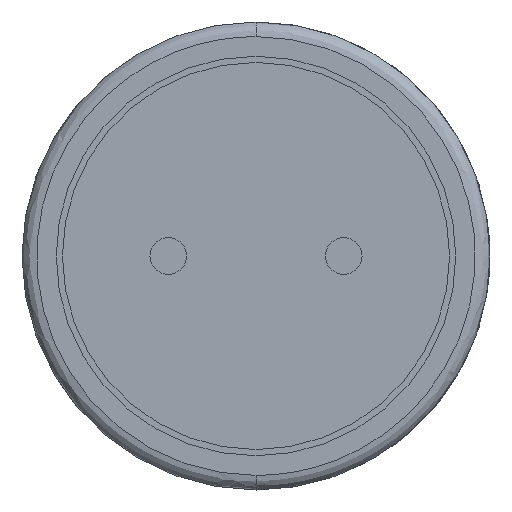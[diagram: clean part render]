
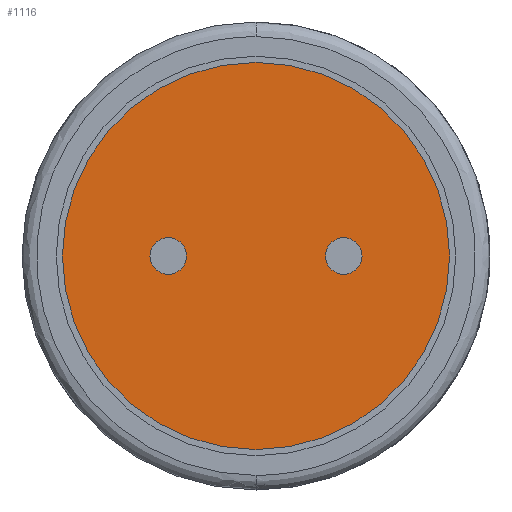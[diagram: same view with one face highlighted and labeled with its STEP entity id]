
A CAD part, front view. The second image highlights one B-rep face of the part: STEP entity #1116.
In plain terms, the highlighted planar face has unit normal (0, -1, 0).
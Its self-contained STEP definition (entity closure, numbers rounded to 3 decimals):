
#80 = VERTEX_POINT ( 'NONE', #1715 ) ;
#81 = VERTEX_POINT ( 'NONE', #1716 ) ;
#86 = VERTEX_POINT ( 'NONE', #1721 ) ;
#87 = VERTEX_POINT ( 'NONE', #1722 ) ;
#90 = VERTEX_POINT ( 'NONE', #1725 ) ;
#91 = VERTEX_POINT ( 'NONE', #1726 ) ;
#266 = AXIS2_PLACEMENT_3D ( 'NONE', #2485, #2492, #2493 ) ;
#267 = AXIS2_PLACEMENT_3D ( 'NONE', #2482, #2489, #2490 ) ;
#273 = AXIS2_PLACEMENT_3D ( 'NONE', #2463, #2464, #2465 ) ;
#391 = CIRCLE ( 'NONE', #489, 2.647 ) ;
#447 = EDGE_LOOP ( 'NONE', ( #835, #834 ) ) ;
#449 = EDGE_LOOP ( 'NONE', ( #837, #836 ) ) ;
#456 = EDGE_LOOP ( 'NONE', ( #833, #832 ) ) ;
#487 = AXIS2_PLACEMENT_3D ( 'NONE', #1990, #1993, #1994 ) ;
#489 = AXIS2_PLACEMENT_3D ( 'NONE', #2006, #2007, #2008 ) ;
#491 = AXIS2_PLACEMENT_3D ( 'NONE', #2001, #2002, #2003 ) ;
#591 = EDGE_CURVE ( 'NONE', #87, #86, #1063, .T. ) ;
#595 = EDGE_CURVE ( 'NONE', #91, #90, #1069, .T. ) ;
#597 = EDGE_CURVE ( 'NONE', #80, #81, #391, .T. ) ;
#651 = EDGE_CURVE ( 'NONE', #81, #80, #2706, .T. ) ;
#659 = EDGE_CURVE ( 'NONE', #90, #91, #2713, .T. ) ;
#660 = EDGE_CURVE ( 'NONE', #86, #87, #2714, .T. ) ;
#832 = ORIENTED_EDGE ( 'NONE', *, *, #659, .T. ) ;
#833 = ORIENTED_EDGE ( 'NONE', *, *, #595, .T. ) ;
#834 = ORIENTED_EDGE ( 'NONE', *, *, #651, .F. ) ;
#835 = ORIENTED_EDGE ( 'NONE', *, *, #597, .F. ) ;
#836 = ORIENTED_EDGE ( 'NONE', *, *, #660, .T. ) ;
#837 = ORIENTED_EDGE ( 'NONE', *, *, #591, .T. ) ;
#1063 = CIRCLE ( 'NONE', #487, 0.25 ) ;
#1069 = CIRCLE ( 'NONE', #491, 0.25 ) ;
#1116 = ADVANCED_FACE ( 'NONE', ( #3041, #3048, #3050 ), #1309, .T. ) ;
#1309 = PLANE ( 'NONE',  #1632 ) ;
#1320 = CARTESIAN_POINT ( 'NONE',  ( 0., 0., 0. ) ) ;
#1328 = DIRECTION ( 'NONE',  ( 0., -1., 0. ) ) ;
#1329 = DIRECTION ( 'NONE',  ( 0., 0., -1. ) ) ;
#1632 = AXIS2_PLACEMENT_3D ( 'NONE', #1320, #1328, #1329 ) ;
#1715 = CARTESIAN_POINT ( 'NONE',  ( 0., 0., 2.647 ) ) ;
#1716 = CARTESIAN_POINT ( 'NONE',  ( 0., 0., -2.647 ) ) ;
#1721 = CARTESIAN_POINT ( 'NONE',  ( -1.2, 0., -0.25 ) ) ;
#1722 = CARTESIAN_POINT ( 'NONE',  ( -1.2, 0., 0.25 ) ) ;
#1725 = CARTESIAN_POINT ( 'NONE',  ( 1.2, 0., -0.25 ) ) ;
#1726 = CARTESIAN_POINT ( 'NONE',  ( 1.2, 0., 0.25 ) ) ;
#1990 = CARTESIAN_POINT ( 'NONE',  ( -1.2, 0., 0. ) ) ;
#1993 = DIRECTION ( 'NONE',  ( 0., 1., 0. ) ) ;
#1994 = DIRECTION ( 'NONE',  ( 0., 0., 1. ) ) ;
#2001 = CARTESIAN_POINT ( 'NONE',  ( 1.2, 0., 0. ) ) ;
#2002 = DIRECTION ( 'NONE',  ( 0., 1., 0. ) ) ;
#2003 = DIRECTION ( 'NONE',  ( 0., 0., 1. ) ) ;
#2006 = CARTESIAN_POINT ( 'NONE',  ( 0., 0., 0. ) ) ;
#2007 = DIRECTION ( 'NONE',  ( 0., 1., 0. ) ) ;
#2008 = DIRECTION ( 'NONE',  ( 0., 0., 1. ) ) ;
#2463 = CARTESIAN_POINT ( 'NONE',  ( 0., 0., 0. ) ) ;
#2464 = DIRECTION ( 'NONE',  ( 0., 1., 0. ) ) ;
#2465 = DIRECTION ( 'NONE',  ( 0., 0., 1. ) ) ;
#2482 = CARTESIAN_POINT ( 'NONE',  ( 1.2, 0., 0. ) ) ;
#2485 = CARTESIAN_POINT ( 'NONE',  ( -1.2, 0., 0. ) ) ;
#2489 = DIRECTION ( 'NONE',  ( 0., 1., 0. ) ) ;
#2490 = DIRECTION ( 'NONE',  ( 0., 0., 1. ) ) ;
#2492 = DIRECTION ( 'NONE',  ( 0., 1., 0. ) ) ;
#2493 = DIRECTION ( 'NONE',  ( 0., 0., 1. ) ) ;
#2706 = CIRCLE ( 'NONE', #273, 2.647 ) ;
#2713 = CIRCLE ( 'NONE', #267, 0.25 ) ;
#2714 = CIRCLE ( 'NONE', #266, 0.25 ) ;
#3041 = FACE_BOUND ( 'NONE', #449, .T. ) ;
#3048 = FACE_OUTER_BOUND ( 'NONE', #447, .T. ) ;
#3050 = FACE_BOUND ( 'NONE', #456, .T. ) ;
